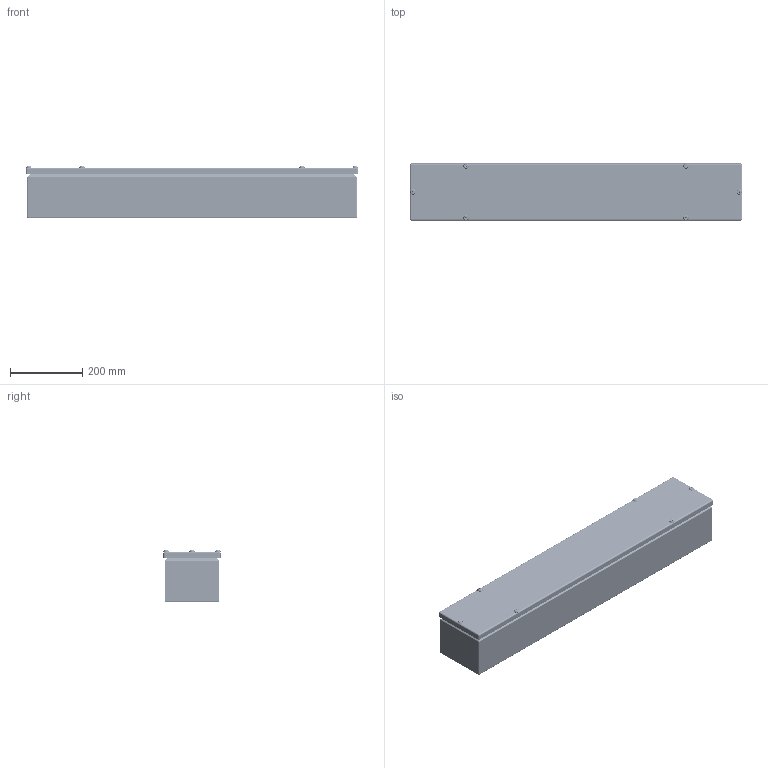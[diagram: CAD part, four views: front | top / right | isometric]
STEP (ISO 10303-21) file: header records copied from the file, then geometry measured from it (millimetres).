
FILE_DESCRIPTION(/* description */ ('1412TSS 6" x 36" x 5.312" Assembly'),/* implementation_level */ '2;1');
FILE_NAME(/* name */ '1412TSS3103.stp',/* time_stamp */ '2025-05-29T15:37:02-04:00',/* author */ ('BoxCad'),/* organization */ (''),/* preprocessor_version */ 'ST-DEVELOPER v20',/* originating_system */ 'Autodesk Inventor 2024',/* authorisation */ '');
FILE_SCHEMA (('AUTOMOTIVE_DESIGN { 1 0 10303 214 3 1 1 }'));
Products named in the file (27): 1412TSS3103; 1412TSS3103B; 1412TSS3103B-P; RIVET_NUT_SS_M5_FH_OE; STUD_SS_M6 x 18mm; STK-Q-08500; 1412TSS3103IP; 1412TSS3103IP-P; STK-Q-07220-1; STK-Q-07220-2; STK-Q-07220-A; STK-Q-07220-B; STK-A-881BRC125-1; STK-A-881BRC125-2; STK-A-881BRC125-3; STK-Q-55100; STK-Q-55100-A; STK-Q-55100-B; STK-Q-55100-C; STK-Q-67210; 1412TSS3103AK; STK-Q-03045; STK-Q-77290; 1412TSS3103C; 1412TSS3103C-P; 1412TSS3103G; STANDOFF_SS_M6 x 10mm
Assembly tree (53 placements, depth 4):
  1412TSS3103
    1412TSS3103B
      1412TSS3103B-P
      RIVET_NUT_SS_M5_FH_OE  x6
      STUD_SS_M6 x 18mm  x2
      STK-Q-08500
    1412TSS3103IP
      1412TSS3103IP-P
    STK-Q-07220-1
      STK-Q-07220-A
      STK-Q-07220-B
    STK-Q-07220-2
      STK-Q-07220-A
      STK-Q-07220-B
    STK-A-881BRC125-1
      STK-Q-55100
        STK-Q-55100-A
        STK-Q-55100-B
        STK-Q-55100-C  x6
      STK-Q-67210
    STK-A-881BRC125-2
      STK-Q-55100
        STK-Q-55100-A
        STK-Q-55100-B
        STK-Q-55100-C  x6
      STK-Q-67210
    STK-A-881BRC125-3
      STK-Q-55100
        STK-Q-55100-A
        STK-Q-55100-B
        STK-Q-55100-C  x6
      STK-Q-67210
    1412TSS3103AK
      STK-Q-03045  x6
      STK-Q-77290  x6
    1412TSS3103C
      1412TSS3103C-P
      1412TSS3103G
      STANDOFF_SS_M6 x 10mm
Bounding box: 920.4 x 158.4 x 144.2 mm (x, y, z)
Volume: 1130048.2 mm3; surface area: 1541095.1 mm2
Topology: 57 solids, 57 shells, 10142 faces, 25344 edges, 15193 vertices
Faces by surface type: cylinder 3405, plane 3228, bspline 1792, torus 1031, sphere 453, cone 233
Full cylindrical faces by diameter (mm): 0.75 x2, 0.762 x4, 0.9 x2, 3.5 x6, 4 x6, 4.9 x24, 5 x2, 5.029 x6, 5.03 x6, 5.1 x16, 5.156 x3, 5.537 x18, 5.9 x2, 6 x6, 6.1 x2, 6.248 x180, 6.8 x2, 7.024 x6, 7.036 x6, 7.137 x18, 7.366 x2, 7.747 x4, 8 x4, 8.636 x6, 9.398 x24, 9.5 x2, 10 x2, 15 x6
Entity records: 105052 total; most frequent: CARTESIAN_POINT 36467, ORIENTED_EDGE 14540, DIRECTION 13431, EDGE_CURVE 7270, AXIS2_PLACEMENT_3D 4733, VERTEX_POINT 4484, LINE 3965, VECTOR 3965
